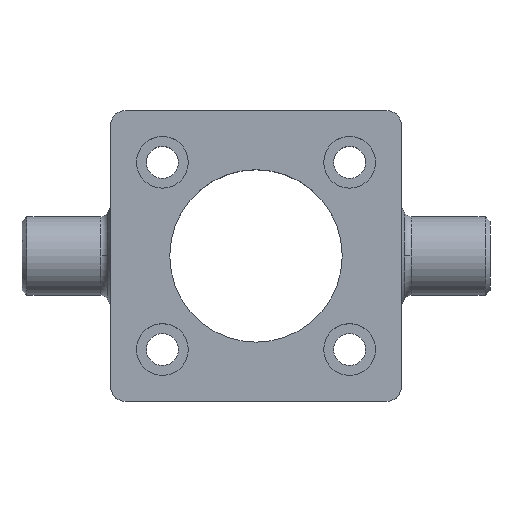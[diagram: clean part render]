
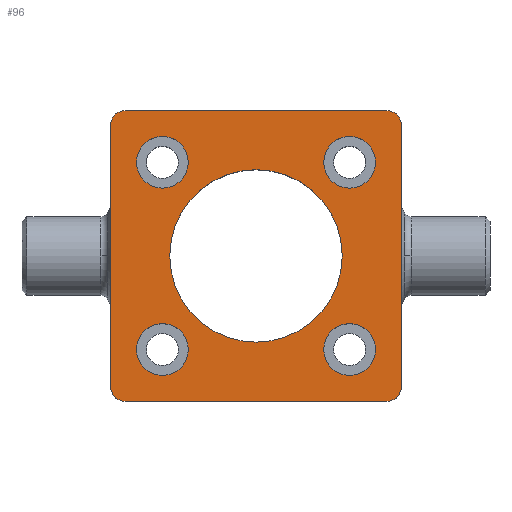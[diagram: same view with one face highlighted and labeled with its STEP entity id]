
A CAD part, top view. The second image highlights one B-rep face of the part: STEP entity #96.
In plain terms, the highlighted planar face has unit normal (0, 0, 1).
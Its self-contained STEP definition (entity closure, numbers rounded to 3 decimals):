
#96=ADVANCED_FACE('',(#203,#204,#205,#206,#207,#208),#209,.T.);
#203=FACE_BOUND('',#321,.T.);
#204=FACE_BOUND('',#322,.T.);
#205=FACE_BOUND('',#323,.T.);
#206=FACE_BOUND('',#324,.T.);
#207=FACE_BOUND('',#325,.T.);
#208=FACE_OUTER_BOUND('',#326,.T.);
#209=PLANE('',#327);
#321=EDGE_LOOP('',(#707,#708));
#322=EDGE_LOOP('',(#709,#710));
#323=EDGE_LOOP('',(#711,#712));
#324=EDGE_LOOP('',(#713,#714));
#325=EDGE_LOOP('',(#715,#716));
#326=EDGE_LOOP('',(#717,#718,#719,#720,#721,#722,#723,#724,#725,#726));
#327=AXIS2_PLACEMENT_3D('',#727,#728,#729);
#707=ORIENTED_EDGE('',*,*,#820,.T.);
#708=ORIENTED_EDGE('',*,*,#830,.T.);
#709=ORIENTED_EDGE('',*,*,#812,.T.);
#710=ORIENTED_EDGE('',*,*,#834,.T.);
#711=ORIENTED_EDGE('',*,*,#804,.T.);
#712=ORIENTED_EDGE('',*,*,#838,.T.);
#713=ORIENTED_EDGE('',*,*,#796,.T.);
#714=ORIENTED_EDGE('',*,*,#842,.T.);
#715=ORIENTED_EDGE('',*,*,#792,.T.);
#716=ORIENTED_EDGE('',*,*,#844,.T.);
#717=ORIENTED_EDGE('',*,*,#854,.F.);
#718=ORIENTED_EDGE('',*,*,#885,.F.);
#719=ORIENTED_EDGE('',*,*,#882,.F.);
#720=ORIENTED_EDGE('',*,*,#879,.F.);
#721=ORIENTED_EDGE('',*,*,#876,.F.);
#722=ORIENTED_EDGE('',*,*,#864,.F.);
#723=ORIENTED_EDGE('',*,*,#874,.F.);
#724=ORIENTED_EDGE('',*,*,#871,.F.);
#725=ORIENTED_EDGE('',*,*,#868,.F.);
#726=ORIENTED_EDGE('',*,*,#865,.F.);
#727=CARTESIAN_POINT('',(0.0,0.,19.0));
#728=DIRECTION('',(0.0,0.0,1.0));
#729=DIRECTION('',(1.0,0.0,0.0));
#792=EDGE_CURVE('',#956,#953,#957,.T.);
#796=EDGE_CURVE('',#964,#961,#965,.T.);
#804=EDGE_CURVE('',#980,#977,#981,.T.);
#812=EDGE_CURVE('',#996,#993,#997,.T.);
#820=EDGE_CURVE('',#1012,#1009,#1013,.T.);
#830=EDGE_CURVE('',#1009,#1012,#1028,.T.);
#834=EDGE_CURVE('',#993,#996,#1032,.T.);
#838=EDGE_CURVE('',#977,#980,#1036,.T.);
#842=EDGE_CURVE('',#961,#964,#1040,.T.);
#844=EDGE_CURVE('',#953,#956,#1042,.T.);
#854=EDGE_CURVE('',#1054,#947,#1056,.T.);
#864=EDGE_CURVE('',#1068,#914,#1070,.T.);
#865=EDGE_CURVE('',#947,#1071,#1072,.T.);
#868=EDGE_CURVE('',#1071,#1076,#1077,.T.);
#871=EDGE_CURVE('',#1076,#1081,#1082,.T.);
#874=EDGE_CURVE('',#1081,#1068,#1086,.T.);
#876=EDGE_CURVE('',#914,#1088,#1089,.T.);
#879=EDGE_CURVE('',#1088,#1093,#1094,.T.);
#882=EDGE_CURVE('',#1093,#1098,#1099,.T.);
#885=EDGE_CURVE('',#1098,#1054,#1103,.T.);
#914=VERTEX_POINT('',#1137);
#947=VERTEX_POINT('',#1176);
#953=VERTEX_POINT('',#1183);
#956=VERTEX_POINT('',#1187);
#957=CIRCLE('',#1188,17.5);
#961=VERTEX_POINT('',#1193);
#964=VERTEX_POINT('',#1197);
#965=CIRCLE('',#1198,5.25);
#977=VERTEX_POINT('',#1213);
#980=VERTEX_POINT('',#1217);
#981=CIRCLE('',#1218,5.25);
#993=VERTEX_POINT('',#1233);
#996=VERTEX_POINT('',#1237);
#997=CIRCLE('',#1238,5.25);
#1009=VERTEX_POINT('',#1253);
#1012=VERTEX_POINT('',#1257);
#1013=CIRCLE('',#1258,5.25);
#1028=CIRCLE('',#1276,5.25);
#1032=CIRCLE('',#1280,5.25);
#1036=CIRCLE('',#1284,5.25);
#1040=CIRCLE('',#1288,5.25);
#1042=CIRCLE('',#1290,17.5);
#1054=VERTEX_POINT('',#1312);
#1056=LINE('',#1315,#1316);
#1068=VERTEX_POINT('',#1338);
#1070=LINE('',#1341,#1342);
#1071=VERTEX_POINT('',#1343);
#1072=LINE('',#1344,#1345);
#1076=VERTEX_POINT('',#1351);
#1077=CIRCLE('',#1352,2.95);
#1081=VERTEX_POINT('',#1357);
#1082=LINE('',#1358,#1359);
#1086=CIRCLE('',#1365,2.95);
#1088=VERTEX_POINT('',#1367);
#1089=LINE('',#1368,#1369);
#1093=VERTEX_POINT('',#1375);
#1094=CIRCLE('',#1376,2.95);
#1098=VERTEX_POINT('',#1381);
#1099=LINE('',#1382,#1383);
#1103=CIRCLE('',#1389,2.95);
#1137=CARTESIAN_POINT('',(29.5,0.0,19.0));
#1176=CARTESIAN_POINT('',(-29.5,0.,19.0));
#1183=CARTESIAN_POINT('',(17.5,0.,19.0));
#1187=CARTESIAN_POINT('',(-17.5,0.,19.0));
#1188=AXIS2_PLACEMENT_3D('',#1476,#1477,#1478);
#1193=CARTESIAN_POINT('',(-13.75,19.0,19.0));
#1197=CARTESIAN_POINT('',(-24.25,19.0,19.0));
#1198=AXIS2_PLACEMENT_3D('',#1484,#1485,#1486);
#1213=CARTESIAN_POINT('',(-19.0,-13.75,19.0));
#1217=CARTESIAN_POINT('',(-19.0,-24.25,19.0));
#1218=AXIS2_PLACEMENT_3D('',#1500,#1501,#1502);
#1233=CARTESIAN_POINT('',(13.75,-19.0,19.0));
#1237=CARTESIAN_POINT('',(24.25,-19.0,19.0));
#1238=AXIS2_PLACEMENT_3D('',#1516,#1517,#1518);
#1253=CARTESIAN_POINT('',(19.0,13.75,19.0));
#1257=CARTESIAN_POINT('',(19.0,24.25,19.0));
#1258=AXIS2_PLACEMENT_3D('',#1532,#1533,#1534);
#1276=AXIS2_PLACEMENT_3D('',#1556,#1557,#1558);
#1280=AXIS2_PLACEMENT_3D('',#1568,#1569,#1570);
#1284=AXIS2_PLACEMENT_3D('',#1580,#1581,#1582);
#1288=AXIS2_PLACEMENT_3D('',#1592,#1593,#1594);
#1290=AXIS2_PLACEMENT_3D('',#1598,#1599,#1600);
#1312=CARTESIAN_POINT('',(-29.5,-26.55,19.0));
#1315=CARTESIAN_POINT('',(-29.5,26.55,19.0));
#1316=VECTOR('',#1621,1.0);
#1338=CARTESIAN_POINT('',(29.5,26.55,19.0));
#1341=CARTESIAN_POINT('',(29.5,-26.55,19.0));
#1342=VECTOR('',#1642,1.0);
#1343=CARTESIAN_POINT('',(-29.5,26.55,19.0));
#1344=CARTESIAN_POINT('',(-29.5,26.55,19.0));
#1345=VECTOR('',#1643,1.0);
#1351=CARTESIAN_POINT('',(-26.55,29.5,19.0));
#1352=AXIS2_PLACEMENT_3D('',#1646,#1647,#1648);
#1357=CARTESIAN_POINT('',(26.55,29.5,19.0));
#1358=CARTESIAN_POINT('',(26.55,29.5,19.0));
#1359=VECTOR('',#1653,1.0);
#1365=AXIS2_PLACEMENT_3D('',#1656,#1657,#1658);
#1367=CARTESIAN_POINT('',(29.5,-26.55,19.0));
#1368=CARTESIAN_POINT('',(29.5,-26.55,19.0));
#1369=VECTOR('',#1662,1.0);
#1375=CARTESIAN_POINT('',(26.55,-29.5,19.0));
#1376=AXIS2_PLACEMENT_3D('',#1665,#1666,#1667);
#1381=CARTESIAN_POINT('',(-26.55,-29.5,19.0));
#1382=CARTESIAN_POINT('',(-26.55,-29.5,19.0));
#1383=VECTOR('',#1672,1.0);
#1389=AXIS2_PLACEMENT_3D('',#1675,#1676,#1677);
#1476=CARTESIAN_POINT('',(0.0,0.0,19.0));
#1477=DIRECTION('',(0.0,0.0,-1.0));
#1478=DIRECTION('',(1.0,0.0,0.0));
#1484=CARTESIAN_POINT('',(-19.0,19.0,19.0));
#1485=DIRECTION('',(0.0,0.0,-1.0));
#1486=DIRECTION('',(1.0,0.0,0.0));
#1500=CARTESIAN_POINT('',(-19.0,-19.0,19.0));
#1501=DIRECTION('',(0.0,0.0,-1.0));
#1502=DIRECTION('',(0.,1.0,0.0));
#1516=CARTESIAN_POINT('',(19.0,-19.0,19.0));
#1517=DIRECTION('',(-0.0,0.0,-1.0));
#1518=DIRECTION('',(-1.0,0.,0.0));
#1532=CARTESIAN_POINT('',(19.0,19.0,19.0));
#1533=DIRECTION('',(-0.0,0.0,-1.0));
#1534=DIRECTION('',(0.,-1.0,0.0));
#1556=CARTESIAN_POINT('',(19.0,19.0,19.0));
#1557=DIRECTION('',(-0.0,0.0,-1.0));
#1558=DIRECTION('',(0.,-1.0,0.0));
#1568=CARTESIAN_POINT('',(19.0,-19.0,19.0));
#1569=DIRECTION('',(-0.0,0.0,-1.0));
#1570=DIRECTION('',(-1.0,0.,0.0));
#1580=CARTESIAN_POINT('',(-19.0,-19.0,19.0));
#1581=DIRECTION('',(0.0,0.0,-1.0));
#1582=DIRECTION('',(0.,1.0,0.0));
#1592=CARTESIAN_POINT('',(-19.0,19.0,19.0));
#1593=DIRECTION('',(0.0,0.0,-1.0));
#1594=DIRECTION('',(1.0,0.0,0.0));
#1598=CARTESIAN_POINT('',(0.0,0.0,19.0));
#1599=DIRECTION('',(0.0,0.0,-1.0));
#1600=DIRECTION('',(1.0,0.0,0.0));
#1621=DIRECTION('',(0.0,1.0,0.0));
#1642=DIRECTION('',(-0.0,-1.0,-0.0));
#1643=DIRECTION('',(0.0,1.0,0.0));
#1646=CARTESIAN_POINT('',(-26.55,26.55,19.0));
#1647=DIRECTION('',(0.0,0.0,-1.0));
#1648=DIRECTION('',(1.0,0.0,0.0));
#1653=DIRECTION('',(1.0,0.0,0.0));
#1656=CARTESIAN_POINT('',(26.55,26.55,19.0));
#1657=DIRECTION('',(0.0,0.0,-1.0));
#1658=DIRECTION('',(1.0,0.0,0.0));
#1662=DIRECTION('',(-0.0,-1.0,-0.0));
#1665=CARTESIAN_POINT('',(26.55,-26.55,19.0));
#1666=DIRECTION('',(0.0,0.0,-1.0));
#1667=DIRECTION('',(1.0,0.0,0.0));
#1672=DIRECTION('',(-1.0,-0.0,-0.0));
#1675=CARTESIAN_POINT('',(-26.55,-26.55,19.0));
#1676=DIRECTION('',(0.0,0.0,-1.0));
#1677=DIRECTION('',(1.0,0.0,0.0));
